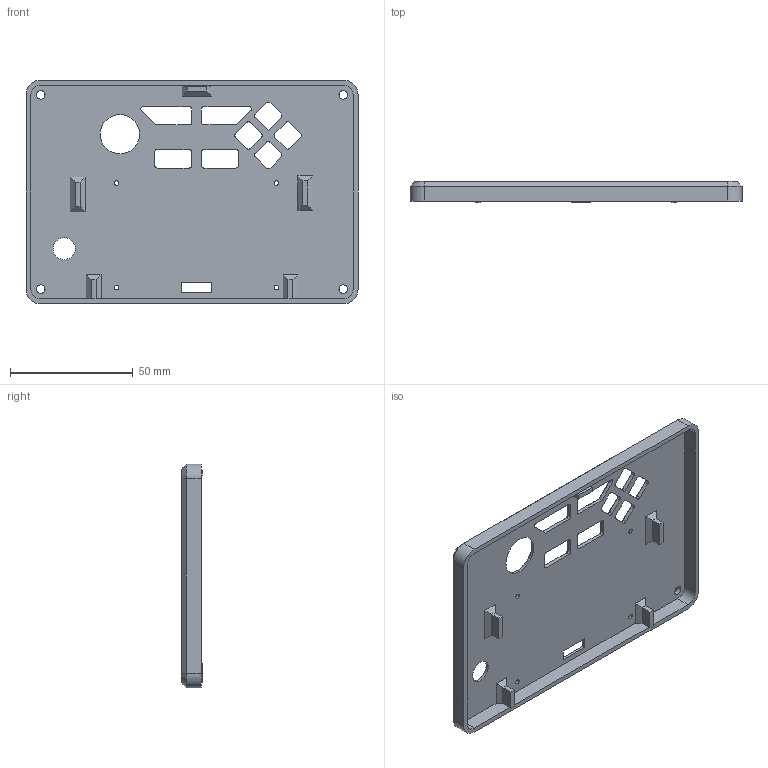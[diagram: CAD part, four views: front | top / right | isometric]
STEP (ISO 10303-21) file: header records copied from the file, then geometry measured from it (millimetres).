
FILE_DESCRIPTION(/* description */ (''),/* implementation_level */ '2;1');
FILE_NAME(/* name */ 'Top v11.step',/* time_stamp */ '2024-02-21T18:52:44-06:00',/* author */ (''),/* organization */ (''),/* preprocessor_version */ 'ST-DEVELOPER v20',/* originating_system */ 'Autodesk Translation Framework v12.20.1.177',/* authorisation */ '');
FILE_SCHEMA (('AUTOMOTIVE_DESIGN { 1 0 10303 214 3 1 1 }'));
Length unit declared in the file: millimetre
Products named in the file (1): Top Plate
Bounding box: 135 x 8.5 x 91 mm (x, y, z)
Volume: 26947.6 mm3; surface area: 29593.6 mm2
Topology: 1 solids, 1 shells, 558 faces, 1486 edges, 961 vertices
Faces by surface type: plane 286, bspline 192, cylinder 47, cone 33
Full cylindrical faces by diameter (mm): 1.9 x4, 3.5 x4, 9 x1, 16 x1
Entity records: 17480 total; most frequent: CARTESIAN_POINT 4734, ORIENTED_EDGE 2972, DIRECTION 1965, EDGE_CURVE 1486, LINE 973, VECTOR 973, VERTEX_POINT 961, EDGE_LOOP 627
